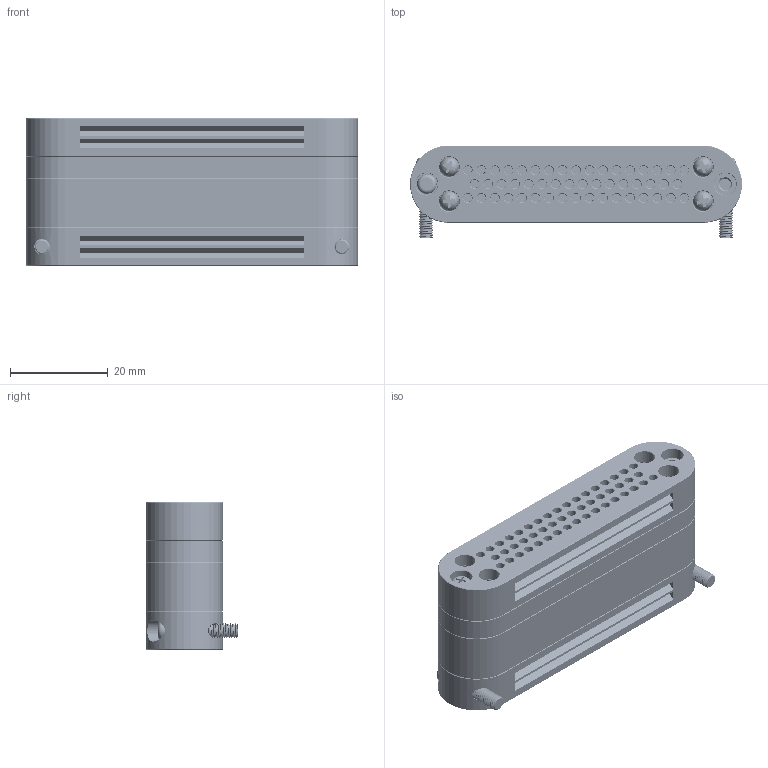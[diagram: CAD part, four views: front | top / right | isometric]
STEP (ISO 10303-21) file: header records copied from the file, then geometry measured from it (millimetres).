
FILE_DESCRIPTION (( 'STEP AP214' ), '1' );
FILE_NAME ('VCT-D50-PEEK.STEP', '2025-03-20T09:57:06', ( '' ), ( '' ), 'SwSTEP 2.0', 'SolidWorks 2020', '' );
FILE_SCHEMA (( 'AUTOMOTIVE_DESIGN' ));
Length unit declared in the file: millimetre
Products named in the file (11): SCRW-M3; VCT-D50-PEEK-001+002; XF-D50-01; VCT-D50-PEEK-002; XF-D50-02; VCT-D50-PEEK; VCT-D50-PEEK-001; XF-D50-PEEK; CMG-D1005-01; SCRW-M3-L15; 俋楷耀倰-CFG-D1005
Assembly tree (117 placements, depth 3):
  VCT-D50-PEEK
    XF-D50-PEEK
      XF-D50-01
      XF-D50-02
      SCRW-M3  x4
      俋楷耀倰-CFG-D1005  x50
    VCT-D50-PEEK-001+002
      VCT-D50-PEEK-001
      VCT-D50-PEEK-002
      SCRW-M3  x4
      CMG-D1005-01  x50
      SCRW-M3-L15  x2
    SCRW-M3-L15
Bounding box: 68 x 19 x 30.3 mm (x, y, z)
Volume: 27742.4 mm3; surface area: 34340.7 mm2
Topology: 115 solids, 115 shells, 3064 faces, 7068 edges, 4607 vertices
Faces by surface type: cylinder 1200, plane 1098, cone 621, bspline 81, torus 64
Full cylindrical faces by diameter (mm): 0.8 x50, 0.95 x50, 1 x50, 1.2 x50, 1.56 x50, 1.6 x50, 1.66 x50, 1.8 x150, 2.2 x50, 2.22 x50, 2.3 x26, 2.4 x100, 3 x219, 3.2 x10, 4 x11, 4.2 x8, 4.5 x4
Entity records: 61564 total; most frequent: CARTESIAN_POINT 33174, DIRECTION 5690, ORIENTED_EDGE 4576, EDGE_LOOP 2617, AXIS2_PLACEMENT_3D 2526, EDGE_CURVE 2288, VERTEX_POINT 2033, FACE_OUTER_BOUND 1559
